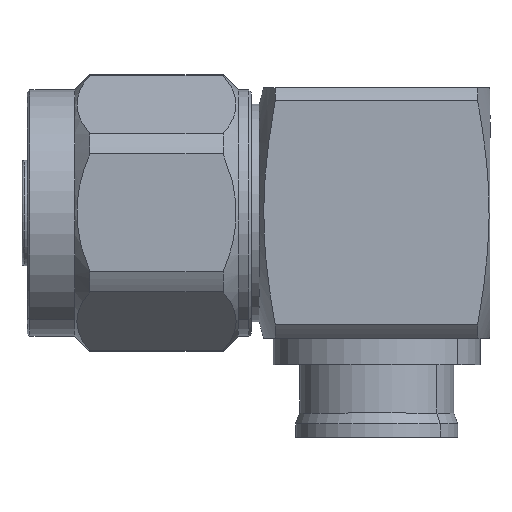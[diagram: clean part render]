
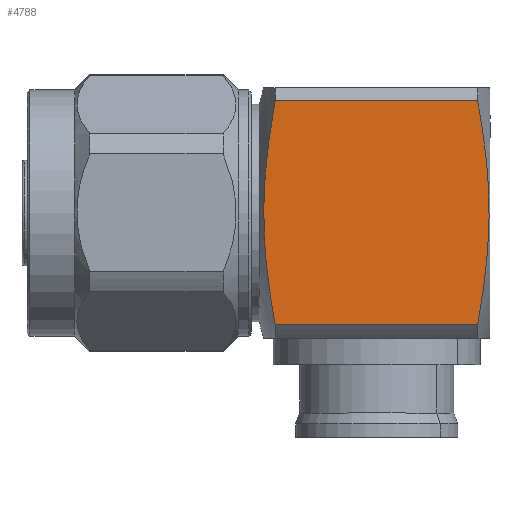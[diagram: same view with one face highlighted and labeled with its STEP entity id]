
A CAD part, top view. The second image highlights one B-rep face of the part: STEP entity #4788.
In plain terms, the highlighted planar face has unit normal (0, 0, 1).
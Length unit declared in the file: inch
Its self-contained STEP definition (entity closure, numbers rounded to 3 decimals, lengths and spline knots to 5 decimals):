
#22 = CARTESIAN_POINT ( 'NONE',  ( 1.38804, 0.14202, 0.37402 ) ) ;
#36 = LINE ( 'NONE', #5673, #5743 ) ;
#117 = CARTESIAN_POINT ( 'NONE',  ( 0.61024, -0.65673, 0.37402 ) ) ;
#299 = CARTESIAN_POINT ( 'NONE',  ( 0.73149, 0.16796, 0.37402 ) ) ;
#323 = ORIENTED_EDGE ( 'NONE', *, *, #5568, .T. ) ;
#426 = CARTESIAN_POINT ( 'NONE',  ( 1.38414, -0.17884, 0.37402 ) ) ;
#496 = CARTESIAN_POINT ( 'NONE',  ( 1.39499, -0.02708, 0.37402 ) ) ;
#753 = CARTESIAN_POINT ( 'NONE',  ( 0.73113, -0.16462, 0.37402 ) ) ;
#766 = EDGE_CURVE ( 'NONE', #5238, #1113, #4773, .T. ) ;
#776 = CARTESIAN_POINT ( 'NONE',  ( 0.73399, 0.18974, 0.37402 ) ) ;
#816 = CARTESIAN_POINT ( 'NONE',  ( 0.72463, 0.09534, 0.37402 ) ) ;
#885 = FACE_OUTER_BOUND ( 'NONE', #5620, .T. ) ;
#974 = CARTESIAN_POINT ( 'NONE',  ( 1.39382, 0.0673, 0.37402 ) ) ;
#1015 = CARTESIAN_POINT ( 'NONE',  ( 1.38576, 0.1643, 0.37402 ) ) ;
#1080 = CARTESIAN_POINT ( 'NONE',  ( 0.75613, -0.33479, 0.37402 ) ) ;
#1113 = VERTEX_POINT ( 'NONE', #4098 ) ;
#1317 = CARTESIAN_POINT ( 'NONE',  ( 0.73161, 0.16907, 0.37402 ) ) ;
#1337 = CARTESIAN_POINT ( 'NONE',  ( 0.72184, 0.01292, 0.37402 ) ) ;
#1476 = CARTESIAN_POINT ( 'NONE',  ( 1.36072, 0.33479, 0.37402 ) ) ;
#1629 = DIRECTION ( 'NONE',  ( 0., 0., -1. ) ) ;
#1669 = CARTESIAN_POINT ( 'NONE',  ( 0.75065, 0.3041, 0.37402 ) ) ;
#1756 = ORIENTED_EDGE ( 'NONE', *, *, #5387, .T. ) ;
#1795 = CARTESIAN_POINT ( 'NONE',  ( 0.72204, 0.02649, 0.37402 ) ) ;
#1832 = CARTESIAN_POINT ( 'NONE',  ( 0.75613, -0.33479, 0.37402 ) ) ;
#1852 = CARTESIAN_POINT ( 'NONE',  ( 0.72284, 0.05384, 0.37402 ) ) ;
#1899 = CARTESIAN_POINT ( 'NONE',  ( 1.36619, -0.30416, 0.37402 ) ) ;
#1968 = VERTEX_POINT ( 'NONE', #4437 ) ;
#1994 = ORIENTED_EDGE ( 'NONE', *, *, #766, .T. ) ;
#2256 = CARTESIAN_POINT ( 'NONE',  ( 0.72306, -0.06788, 0.37402 ) ) ;
#2317 = CARTESIAN_POINT ( 'NONE',  ( 0.73696, -0.21783, 0.37402 ) ) ;
#2406 = CARTESIAN_POINT ( 'NONE',  ( 1.37997, -0.21284, 0.37402 ) ) ;
#2421 = ORIENTED_EDGE ( 'NONE', *, *, #6163, .T. ) ;
#2426 = CARTESIAN_POINT ( 'NONE',  ( 1.38507, -0.17056, 0.37402 ) ) ;
#2546 = CARTESIAN_POINT ( 'NONE',  ( 1.38551, 0.16658, 0.37402 ) ) ;
#2686 = DIRECTION ( 'NONE',  ( 1., 0., 0. ) ) ;
#2760 = CARTESIAN_POINT ( 'NONE',  ( 0.73012, -0.15507, 0.37402 ) ) ;
#2795 = CARTESIAN_POINT ( 'NONE',  ( 0.73152, 0.16828, 0.37402 ) ) ;
#2866 = DIRECTION ( 'NONE',  ( -1., 0., 0. ) ) ;
#2955 = CARTESIAN_POINT ( 'NONE',  ( 1.38677, 0.15472, 0.37402 ) ) ;
#2980 = CARTESIAN_POINT ( 'NONE',  ( 1.39419, -0.0543, 0.37402 ) ) ;
#3076 = PLANE ( 'NONE',  #5608 ) ;
#3249 = CARTESIAN_POINT ( 'NONE',  ( 0.73143, -0.16742, 0.37402 ) ) ;
#3300 = CARTESIAN_POINT ( 'NONE',  ( 0.73684, 0.2126, 0.37402 ) ) ;
#3319 = CARTESIAN_POINT ( 'NONE',  ( 0.74345, 0.26017, 0.37402 ) ) ;
#3407 = CARTESIAN_POINT ( 'NONE',  ( 1.38532, -0.16827, 0.37402 ) ) ;
#3473 = CARTESIAN_POINT ( 'NONE',  ( 1.37992, 0.2176, 0.37402 ) ) ;
#3501 = CARTESIAN_POINT ( 'NONE',  ( 1.3861, 0.1611, 0.37402 ) ) ;
#3846 = B_SPLINE_CURVE_WITH_KNOTS ( 'NONE', 3,
 ( #4198, #1669, #3319, #3300, #776, #5293, #5763, #6286, #1317, #2795, #299, #4274, #816, #1852, #1795, #1337, #4295, #2256, #5256, #5747, #2760, #4813, #753, #5310, #4828, #3249, #2317, #4256, #1832 ),
 .UNSPECIFIED., .F., .F.,
 ( 4, 1, 1, 1, 1, 1, 1, 2, 2, 1, 2, 2, 1, 1, 1, 1, 1, 1, 2, 2, 4 ),
 ( 0., 0.125, 0.1875, 0.21875, 0.23438, 0.24219, 0.24609, 0.24805, 0.25, 0.375, 0.4375, 0.5, 0.625, 0.6875, 0.71875, 0.73437, 0.74219, 0.74609, 0.74805, 0.75, 1. ),
 .UNSPECIFIED. ) ;
#3921 = CARTESIAN_POINT ( 'NONE',  ( 1.38858, -0.13865, 0.37402 ) ) ;
#3937 = CARTESIAN_POINT ( 'NONE',  ( 1.38545, 0.1671, 0.37402 ) ) ;
#3985 = CARTESIAN_POINT ( 'NONE',  ( 1.39501, 0.0263, 0.37402 ) ) ;
#4098 = CARTESIAN_POINT ( 'NONE',  ( 1.36072, 0.33479, 0.37402 ) ) ;
#4198 = CARTESIAN_POINT ( 'NONE',  ( 0.75613, 0.33479, 0.37402 ) ) ;
#4256 = CARTESIAN_POINT ( 'NONE',  ( 0.74518, -0.27349, 0.37402 ) ) ;
#4274 = CARTESIAN_POINT ( 'NONE',  ( 0.72824, 0.13825, 0.37402 ) ) ;
#4295 = CARTESIAN_POINT ( 'NONE',  ( 0.72185, -0.02699, 0.37402 ) ) ;
#4437 = CARTESIAN_POINT ( 'NONE',  ( 0.75613, 0.33479, 0.37402 ) ) ;
#4484 = CARTESIAN_POINT ( 'NONE',  ( 1.39032, 0.11683, 0.37402 ) ) ;
#4773 = B_SPLINE_CURVE_WITH_KNOTS ( 'NONE', 3,
 ( #4877, #1899, #5380, #2406, #4901, #426, #5400, #2426, #5919, #6423, #3407, #3921, #5470, #2980, #496, #3985, #974, #4484, #22, #2955, #3501, #1015, #5021, #2546, #3937, #3473, #5462, #1476 ),
 .UNSPECIFIED., .F., .F.,
 ( 4, 1, 1, 1, 1, 1, 1, 2, 2, 2, 2, 1, 1, 1, 1, 1, 1, 2, 2, 4 ),
 ( 0., 0.125, 0.1875, 0.21875, 0.23438, 0.24219, 0.24609, 0.24805, 0.25, 0.375, 0.5, 0.625, 0.6875, 0.71875, 0.73438, 0.74219, 0.74609, 0.74805, 0.75, 1. ),
 .UNSPECIFIED. ) ;
#4788 = ADVANCED_FACE ( 'NONE', ( #885 ), #3076, .F. ) ;
#4813 = CARTESIAN_POINT ( 'NONE',  ( 0.73078, -0.16143, 0.37402 ) ) ;
#4828 = CARTESIAN_POINT ( 'NONE',  ( 0.73137, -0.1669, 0.37402 ) ) ;
#4877 = CARTESIAN_POINT ( 'NONE',  ( 1.36072, -0.33479, 0.37402 ) ) ;
#4901 = CARTESIAN_POINT ( 'NONE',  ( 1.38282, -0.19002, 0.37402 ) ) ;
#5021 = CARTESIAN_POINT ( 'NONE',  ( 1.38561, 0.16567, 0.37402 ) ) ;
#5119 = DIRECTION ( 'NONE',  ( -1., 0., 0. ) ) ;
#5238 = VERTEX_POINT ( 'NONE', #5250 ) ;
#5250 = CARTESIAN_POINT ( 'NONE',  ( 1.36072, -0.33479, 0.37402 ) ) ;
#5256 = CARTESIAN_POINT ( 'NONE',  ( 0.72657, -0.11728, 0.37402 ) ) ;
#5293 = CARTESIAN_POINT ( 'NONE',  ( 0.73268, 0.17854, 0.37402 ) ) ;
#5310 = CARTESIAN_POINT ( 'NONE',  ( 0.73127, -0.16599, 0.37402 ) ) ;
#5380 = CARTESIAN_POINT ( 'NONE',  ( 1.37338, -0.26032, 0.37402 ) ) ;
#5387 = EDGE_CURVE ( 'NONE', #1113, #1968, #5894, .T. ) ;
#5400 = CARTESIAN_POINT ( 'NONE',  ( 1.38476, -0.17331, 0.37402 ) ) ;
#5462 = CARTESIAN_POINT ( 'NONE',  ( 1.37169, 0.27337, 0.37402 ) ) ;
#5470 = CARTESIAN_POINT ( 'NONE',  ( 1.39098, -0.11011, 0.37402 ) ) ;
#5568 = EDGE_CURVE ( 'NONE', #5997, #5238, #36, .T. ) ;
#5608 = AXIS2_PLACEMENT_3D ( 'NONE', #117, #1629, #5119 ) ;
#5620 = EDGE_LOOP ( 'NONE', ( #1994, #1756, #2421, #323 ) ) ;
#5673 = CARTESIAN_POINT ( 'NONE',  ( 1.39764, -0.33479, 0.37402 ) ) ;
#5743 = VECTOR ( 'NONE', #2686, 39.37008 ) ;
#5747 = CARTESIAN_POINT ( 'NONE',  ( 0.72885, -0.14241, 0.37402 ) ) ;
#5763 = CARTESIAN_POINT ( 'NONE',  ( 0.73205, 0.173, 0.37402 ) ) ;
#5857 = CARTESIAN_POINT ( 'NONE',  ( 1.39764, 0.33479, 0.37402 ) ) ;
#5894 = LINE ( 'NONE', #5857, #6061 ) ;
#5919 = CARTESIAN_POINT ( 'NONE',  ( 1.3852, -0.16938, 0.37402 ) ) ;
#5997 = VERTEX_POINT ( 'NONE', #1080 ) ;
#6061 = VECTOR ( 'NONE', #2866, 39.37008 ) ;
#6163 = EDGE_CURVE ( 'NONE', #1968, #5997, #3846, .T. ) ;
#6286 = CARTESIAN_POINT ( 'NONE',  ( 0.73174, 0.17025, 0.37402 ) ) ;
#6423 = CARTESIAN_POINT ( 'NONE',  ( 1.38529, -0.1686, 0.37402 ) ) ;
